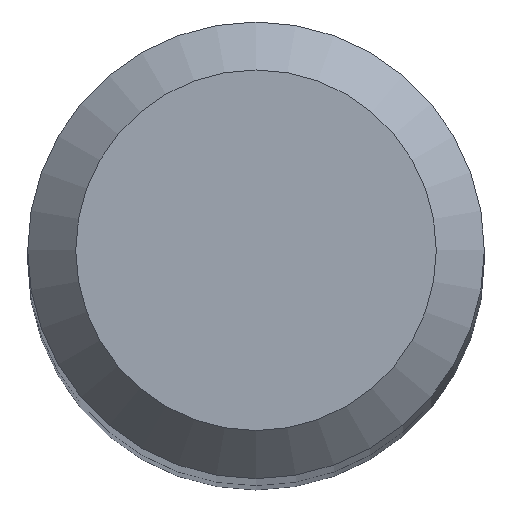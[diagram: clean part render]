
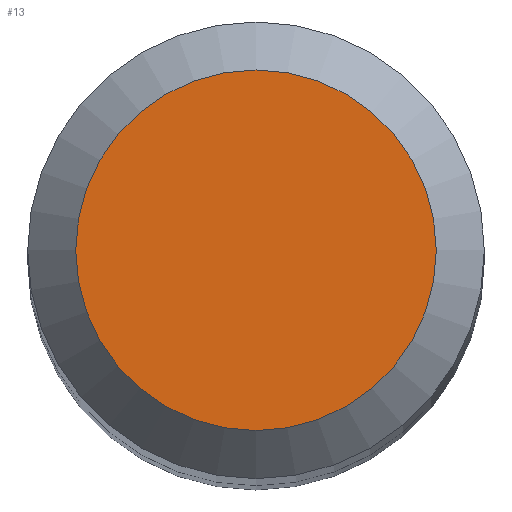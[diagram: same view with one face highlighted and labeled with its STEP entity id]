
A CAD part, top view. The second image highlights one B-rep face of the part: STEP entity #13.
In plain terms, the highlighted planar face has unit normal (0, 0, 1).
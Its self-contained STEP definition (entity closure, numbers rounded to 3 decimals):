
#13 = ADVANCED_FACE ( 'NONE', ( #16 ), #84, .F. ) ;
#16 = FACE_OUTER_BOUND ( 'NONE', #143, .T. ) ;
#33 = DIRECTION ( 'NONE',  ( 0., 1., 0. ) ) ;
#47 = DIRECTION ( 'NONE',  ( 0., 0., -1. ) ) ;
#48 = DIRECTION ( 'NONE',  ( 0., 0., -1. ) ) ;
#69 = AXIS2_PLACEMENT_3D ( 'NONE', #174, #47, #141 ) ;
#72 = VERTEX_POINT ( 'NONE', #133 ) ;
#75 = EDGE_CURVE ( 'NONE', #72, #72, #115, .T. ) ;
#84 = PLANE ( 'NONE',  #177 ) ;
#115 = CIRCLE ( 'NONE', #69, 1.5 ) ;
#117 = CARTESIAN_POINT ( 'NONE',  ( 0., 0., 55. ) ) ;
#133 = CARTESIAN_POINT ( 'NONE',  ( 0., 1.5, 55. ) ) ;
#141 = DIRECTION ( 'NONE',  ( 0., 1., 0. ) ) ;
#143 = EDGE_LOOP ( 'NONE', ( #192 ) ) ;
#174 = CARTESIAN_POINT ( 'NONE',  ( 0., 0., 55. ) ) ;
#177 = AXIS2_PLACEMENT_3D ( 'NONE', #117, #48, #33 ) ;
#192 = ORIENTED_EDGE ( 'NONE', *, *, #75, .F. ) ;
